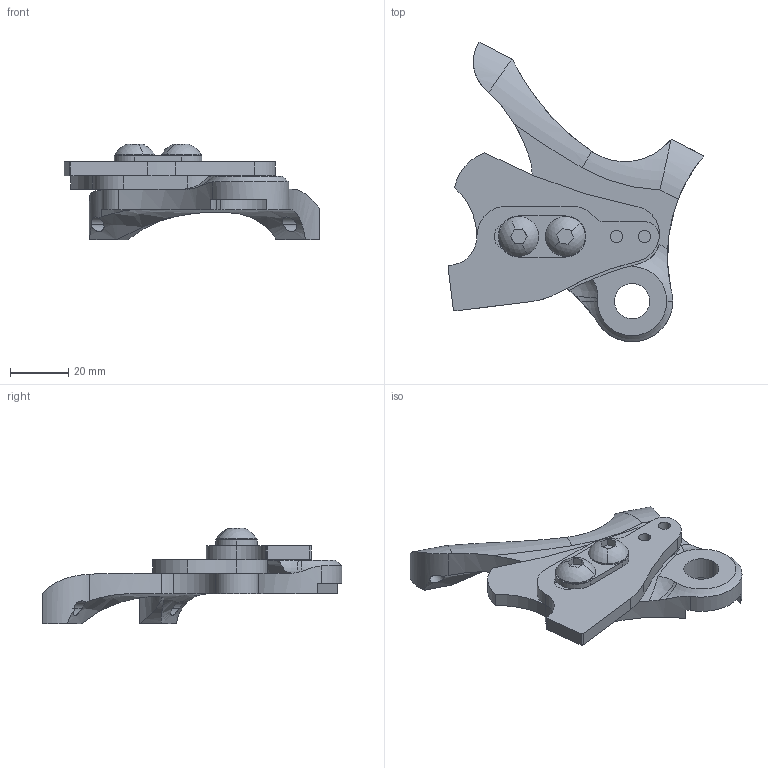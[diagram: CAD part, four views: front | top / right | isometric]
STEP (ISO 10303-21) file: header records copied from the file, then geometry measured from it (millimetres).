
FILE_DESCRIPTION (( 'STEP AP214' ), '1' );
FILE_NAME ('DR2100.STEP', '2022-06-29T17:04:18', ( '' ), ( '' ), 'SwSTEP 2.0', 'SolidWorks 2022', '' );
FILE_SCHEMA (( 'AUTOMOTIVE_DESIGN' ));
Length unit declared in the file: inch
Products named in the file (6): M8 X 16 BHCS; valuedrop_seatstay; valuedrop_chainstay; 2-HOLE_WASHER; DR2100; DR4027
Assembly tree (6 placements, depth 2):
  DR2100
    valuedrop_seatstay
    valuedrop_chainstay
    DR4027
    2-HOLE_WASHER
    M8 X 16 BHCS  x2
Bounding box: 88.19 x 103.28 x 33.06 mm (x, y, z)
Volume: 44332.9 mm3; surface area: 22619.5 mm2
Topology: 6 solids, 6 shells, 141 faces, 377 edges, 250 vertices
Faces by surface type: cylinder 78, plane 50, torus 5, sphere 5, bspline 3
Entity records: 4723 total; most frequent: CARTESIAN_POINT 1136, DIRECTION 732, ORIENTED_EDGE 682, EDGE_CURVE 341, AXIS2_PLACEMENT_3D 292, VERTEX_POINT 226, CIRCLE 160, EDGE_LOOP 153
